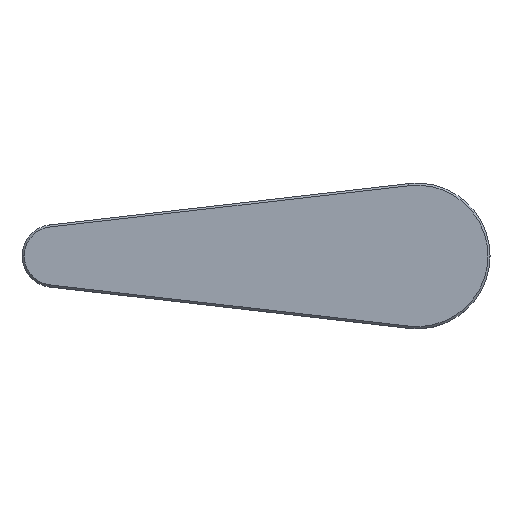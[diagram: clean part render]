
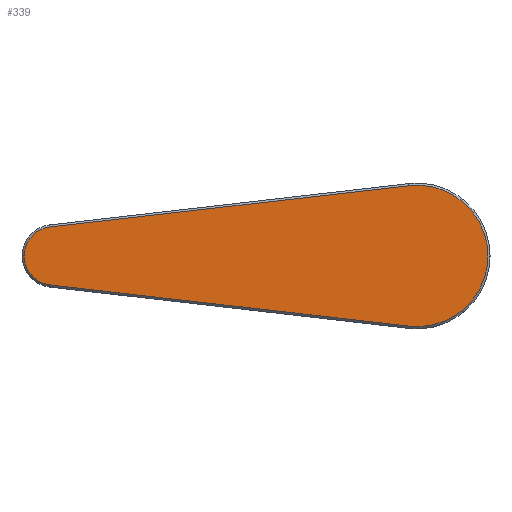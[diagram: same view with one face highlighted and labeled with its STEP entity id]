
A CAD part, top view. The second image highlights one B-rep face of the part: STEP entity #339.
In plain terms, the highlighted planar face has unit normal (0, 0, 1).
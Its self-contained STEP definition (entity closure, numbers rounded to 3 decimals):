
#6 = VECTOR ( 'NONE', #619, 1000. ) ;
#8 = CARTESIAN_POINT ( 'NONE',  ( 9.223, 6.755, 12. ) ) ;
#20 = CIRCLE ( 'NONE', #412, 2.8 ) ;
#36 = CARTESIAN_POINT ( 'NONE',  ( -25., 0., 12. ) ) ;
#53 = DIRECTION ( 'NONE',  ( 1., 0., 0. ) ) ;
#85 = AXIS2_PLACEMENT_3D ( 'NONE', #36, #354, #128 ) ;
#87 = EDGE_CURVE ( 'NONE', #290, #494, #150, .T. ) ;
#128 = DIRECTION ( 'NONE',  ( 1., 0., 0. ) ) ;
#130 = VERTEX_POINT ( 'NONE', #186 ) ;
#132 = PLANE ( 'NONE',  #737 ) ;
#135 = ORIENTED_EDGE ( 'NONE', *, *, #553, .T. ) ;
#150 = LINE ( 'NONE', #698, #6 ) ;
#186 = CARTESIAN_POINT ( 'NONE',  ( -25.32, 2.782, 12. ) ) ;
#233 = LINE ( 'NONE', #394, #331 ) ;
#237 = VERTEX_POINT ( 'NONE', #579 ) ;
#244 = EDGE_CURVE ( 'NONE', #494, #576, #492, .T. ) ;
#290 = VERTEX_POINT ( 'NONE', #582 ) ;
#293 = CARTESIAN_POINT ( 'NONE',  ( 10., 0., 12. ) ) ;
#331 = VECTOR ( 'NONE', #450, 1000. ) ;
#339 = ADVANCED_FACE ( 'NONE', ( #517 ), #132, .T. ) ;
#349 = CIRCLE ( 'NONE', #85, 2.8 ) ;
#354 = DIRECTION ( 'NONE',  ( 0., 0., 1. ) ) ;
#394 = CARTESIAN_POINT ( 'NONE',  ( -25.32, 2.782, 12. ) ) ;
#412 = AXIS2_PLACEMENT_3D ( 'NONE', #556, #790, #413 ) ;
#413 = DIRECTION ( 'NONE',  ( 1., 0., 0. ) ) ;
#432 = ORIENTED_EDGE ( 'NONE', *, *, #478, .T. ) ;
#436 = CARTESIAN_POINT ( 'NONE',  ( -25., 0., 12. ) ) ;
#450 = DIRECTION ( 'NONE',  ( -0.993, -0.114, 0. ) ) ;
#452 = ORIENTED_EDGE ( 'NONE', *, *, #87, .T. ) ;
#478 = EDGE_CURVE ( 'NONE', #576, #130, #233, .T. ) ;
#492 = CIRCLE ( 'NONE', #961, 6.8 ) ;
#494 = VERTEX_POINT ( 'NONE', #936 ) ;
#517 = FACE_OUTER_BOUND ( 'NONE', #883, .T. ) ;
#553 = EDGE_CURVE ( 'NONE', #130, #237, #20, .T. ) ;
#556 = CARTESIAN_POINT ( 'NONE',  ( -25., 0., 12. ) ) ;
#576 = VERTEX_POINT ( 'NONE', #8 ) ;
#579 = CARTESIAN_POINT ( 'NONE',  ( -27.8, 0., 12. ) ) ;
#582 = CARTESIAN_POINT ( 'NONE',  ( -25.32, -2.782, 12. ) ) ;
#619 = DIRECTION ( 'NONE',  ( 0.993, -0.114, 0. ) ) ;
#682 = ORIENTED_EDGE ( 'NONE', *, *, #244, .T. ) ;
#698 = CARTESIAN_POINT ( 'NONE',  ( 9.223, -6.755, 12. ) ) ;
#734 = DIRECTION ( 'NONE',  ( 0., 0., 1. ) ) ;
#737 = AXIS2_PLACEMENT_3D ( 'NONE', #436, #750, #916 ) ;
#746 = EDGE_CURVE ( 'NONE', #237, #290, #349, .T. ) ;
#750 = DIRECTION ( 'NONE',  ( 0., 0., 1. ) ) ;
#790 = DIRECTION ( 'NONE',  ( 0., 0., 1. ) ) ;
#837 = ORIENTED_EDGE ( 'NONE', *, *, #746, .T. ) ;
#883 = EDGE_LOOP ( 'NONE', ( #682, #432, #135, #837, #452 ) ) ;
#916 = DIRECTION ( 'NONE',  ( 1., 0., 0. ) ) ;
#936 = CARTESIAN_POINT ( 'NONE',  ( 9.223, -6.755, 12. ) ) ;
#961 = AXIS2_PLACEMENT_3D ( 'NONE', #293, #734, #53 ) ;
